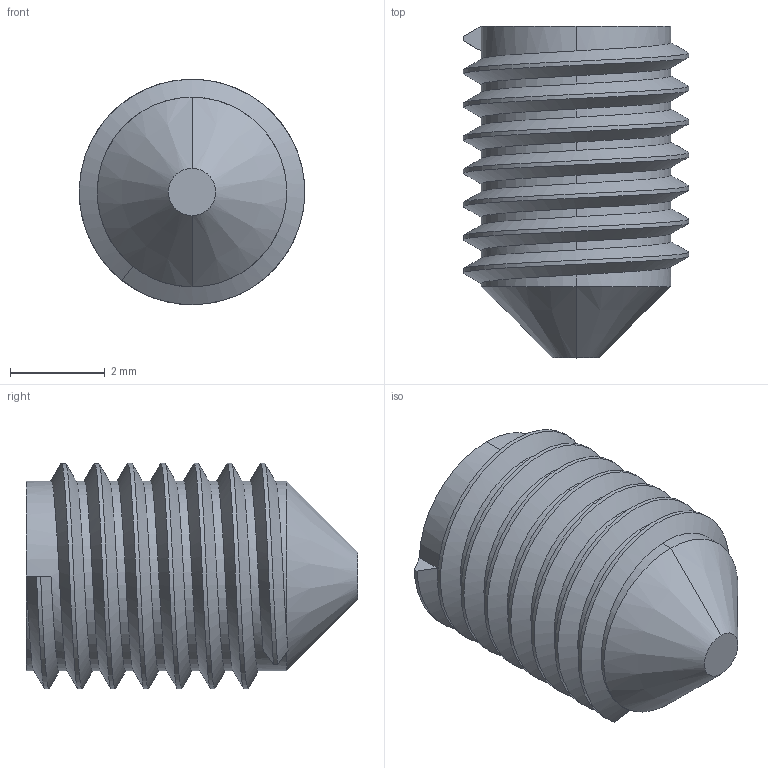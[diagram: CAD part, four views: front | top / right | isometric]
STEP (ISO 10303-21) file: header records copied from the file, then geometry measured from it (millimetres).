
FILE_DESCRIPTION (( 'STEP AP214' ), '1' );
FILE_NAME ('M4 grub Screw.STEP', '2022-05-02T16:39:46', ( '' ), ( '' ), 'SwSTEP 2.0', 'SolidWorks 2022', '' );
FILE_SCHEMA (( 'AUTOMOTIVE_DESIGN' ));
Length unit declared in the file: millimetre
Products named in the file (1): M4 grub Screw
Bounding box: 4.76 x 7 x 4.76 mm (x, y, z)
Volume: 82.7 mm3; surface area: 157.5 mm2
Topology: 1 solids, 1 shells, 40 faces, 99 edges, 62 vertices
Faces by surface type: cylinder 23, plane 11, bspline 4, cone 2
Entity records: 2212 total; most frequent: CARTESIAN_POINT 1382, ORIENTED_EDGE 198, DIRECTION 128, EDGE_CURVE 99, VERTEX_POINT 62, VECTOR 44, LINE 44, AXIS2_PLACEMENT_3D 42
